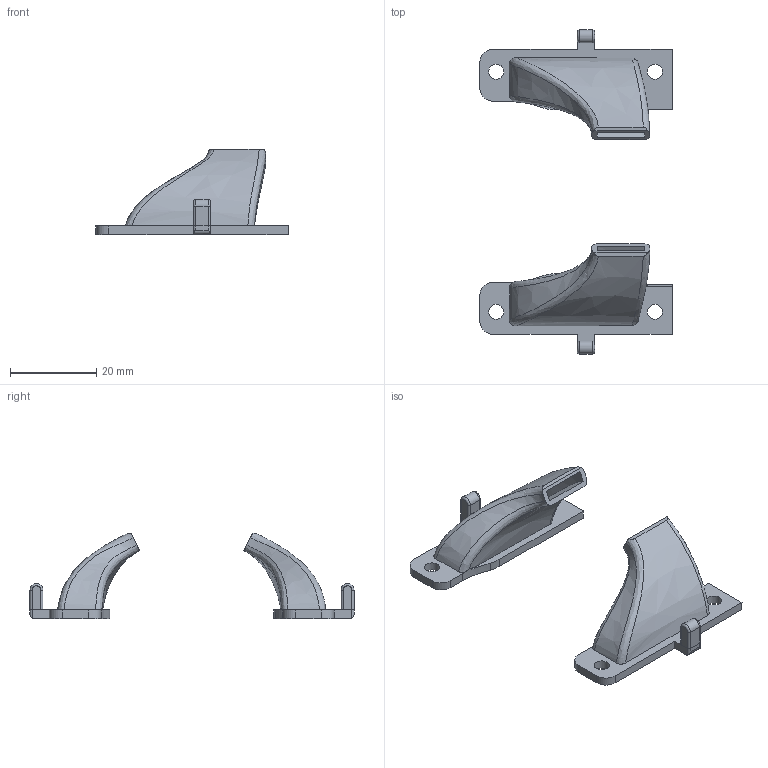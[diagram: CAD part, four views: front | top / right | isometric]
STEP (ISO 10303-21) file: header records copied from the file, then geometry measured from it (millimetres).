
FILE_DESCRIPTION(/* description */ (''),/* implementation_level */ '2;1');
FILE_NAME(/* name */ 'part-ducts.step',/* time_stamp */ '2023-09-13T07:39:36-04:00',/* author */ (''),/* organization */ (''),/* preprocessor_version */ 'ST-DEVELOPER v20',/* originating_system */ 'Autodesk Translation Framework v12.9.0.99',/* authorisation */ '');
FILE_SCHEMA (('AUTOMOTIVE_DESIGN { 1 0 10303 214 3 1 1 }'));
Length unit declared in the file: millimetre
Products named in the file (1): part-ducts
Bounding box: 44.6 x 75.14 x 19.72 mm (x, y, z)
Volume: 4262.3 mm3; surface area: 6887.5 mm2
Topology: 4 solids, 4 shells, 96 faces, 265 edges, 177 vertices
Faces by surface type: plane 38, bspline 29, cylinder 25, torus 4
Full cylindrical faces by diameter (mm): 3.5 x4
Entity records: 4393 total; most frequent: CARTESIAN_POINT 2133, ORIENTED_EDGE 530, DIRECTION 344, EDGE_CURVE 265, VERTEX_POINT 177, AXIS2_PLACEMENT_3D 118, LINE 108, VECTOR 108
